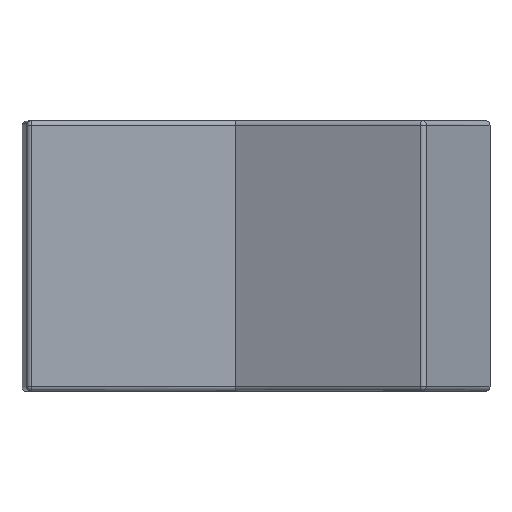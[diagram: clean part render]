
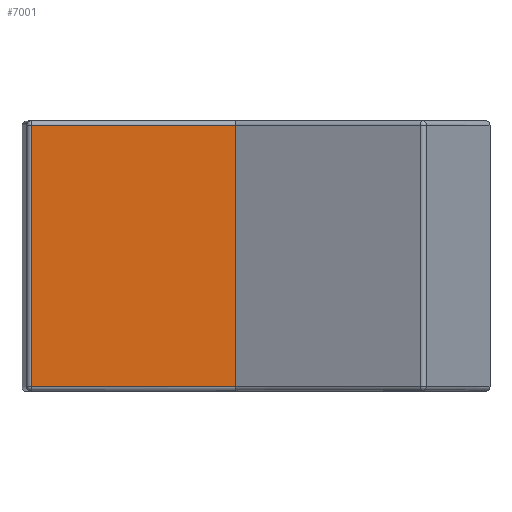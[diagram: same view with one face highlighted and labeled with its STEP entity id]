
A CAD part, top view. The second image highlights one B-rep face of the part: STEP entity #7001.
In plain terms, the highlighted planar face has unit normal (0, 0, 1).
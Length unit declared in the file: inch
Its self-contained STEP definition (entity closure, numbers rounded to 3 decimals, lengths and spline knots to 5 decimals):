
#639=FACE_OUTER_BOUND('',#1057,.T.);
#1057=EDGE_LOOP('',(#6010,#6011,#6012,#6013));
#1595=LINE('',#11719,#2221);
#1608=LINE('',#11770,#2234);
#1610=LINE('',#11773,#2236);
#1615=LINE('',#11787,#2241);
#2221=VECTOR('',#9351,0.3937);
#2234=VECTOR('',#9408,0.3937);
#2236=VECTOR('',#9412,0.3937);
#2241=VECTOR('',#9427,0.3937);
#3181=VERTEX_POINT('',#11711);
#3184=VERTEX_POINT('',#11718);
#3187=VERTEX_POINT('',#11725);
#3197=VERTEX_POINT('',#11754);
#4098=EDGE_CURVE('',#3184,#3181,#1595,.T.);
#4124=EDGE_CURVE('',#3187,#3197,#1608,.T.);
#4126=EDGE_CURVE('',#3181,#3187,#1610,.T.);
#4133=EDGE_CURVE('',#3184,#3197,#1615,.T.);
#6010=ORIENTED_EDGE('',*,*,#4098,.F.);
#6011=ORIENTED_EDGE('',*,*,#4133,.T.);
#6012=ORIENTED_EDGE('',*,*,#4124,.F.);
#6013=ORIENTED_EDGE('',*,*,#4126,.F.);
#6645=PLANE('',#7697);
#7001=ADVANCED_FACE('',(#639),#6645,.T.);
#7697=AXIS2_PLACEMENT_3D('',#11896,#9533,#9534);
#9351=DIRECTION('',(-1.,0.,0.));
#9408=DIRECTION('',(1.,0.,0.));
#9412=DIRECTION('',(0.,1.,0.));
#9427=DIRECTION('',(0.,1.,0.));
#9533=DIRECTION('center_axis',(0.,0.,
1.));
#9534=DIRECTION('ref_axis',(0.,1.,0.));
#11711=CARTESIAN_POINT('',(-0.50448,-0.2876,0.83424));
#11718=CARTESIAN_POINT('',(-0.0549,-0.2876,0.83424));
#11719=CARTESIAN_POINT('',(-0.04337,-0.2876,0.83424));
#11725=CARTESIAN_POINT('',(-0.50448,0.2876,0.83424));
#11754=CARTESIAN_POINT('',(-0.0549,0.2876,0.83424));
#11770=CARTESIAN_POINT('',(-0.04337,0.2876,0.83424));
#11773=CARTESIAN_POINT('',(-0.50448,0.,0.83424));
#11787=CARTESIAN_POINT('',(-0.0549,0.,0.83424));
#11896=CARTESIAN_POINT('Origin',(-0.0549,0.,
0.83424));
